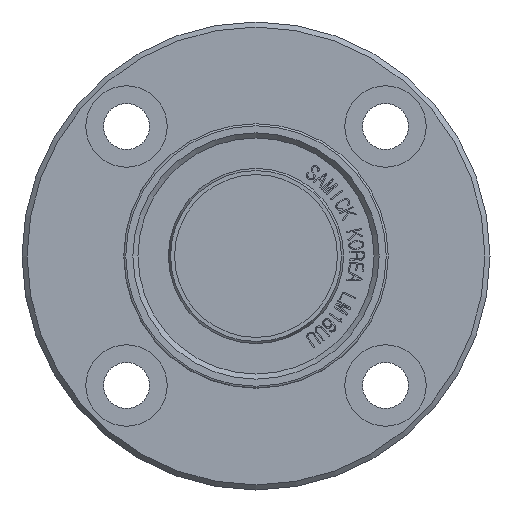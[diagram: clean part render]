
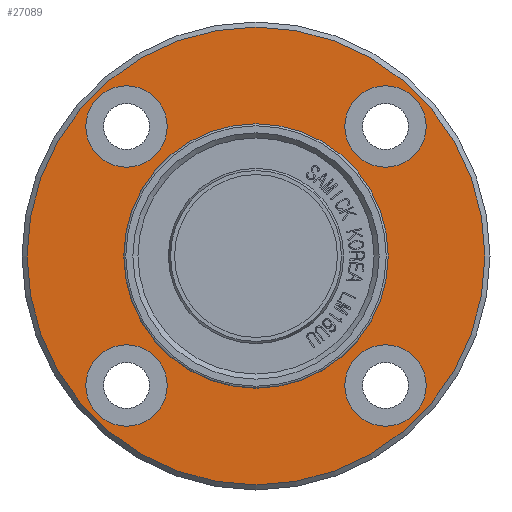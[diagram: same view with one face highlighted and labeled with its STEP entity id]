
A CAD part, front view. The second image highlights one B-rep face of the part: STEP entity #27089.
In plain terms, the highlighted planar face has unit normal (0, -1, 0).
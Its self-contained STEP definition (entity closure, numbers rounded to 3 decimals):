
#26699=CARTESIAN_POINT('',(-8.728,-18.0,-12.728));
#26700=VERTEX_POINT('',#26699);
#26701=CARTESIAN_POINT('',(-12.728,-18.0,-12.728));
#26702=DIRECTION('',(0.0,1.0,0.0));
#26703=DIRECTION('',(1.0,0.0,0.0));
#26704=AXIS2_PLACEMENT_3D('',#26701,#26702,#26703);
#26705=CIRCLE('',#26704,4.0);
#26706=EDGE_CURVE('',#26700,#26700,#26705,.T.);
#26767=CARTESIAN_POINT('',(16.728,-18.0,-12.728));
#26768=VERTEX_POINT('',#26767);
#26769=CARTESIAN_POINT('',(12.728,-18.0,-12.728));
#26770=DIRECTION('',(0.0,1.0,0.0));
#26771=DIRECTION('',(1.0,0.0,0.0));
#26772=AXIS2_PLACEMENT_3D('',#26769,#26770,#26771);
#26773=CIRCLE('',#26772,4.0);
#26774=EDGE_CURVE('',#26768,#26768,#26773,.T.);
#26835=CARTESIAN_POINT('',(16.728,-18.0,12.728));
#26836=VERTEX_POINT('',#26835);
#26837=CARTESIAN_POINT('',(12.728,-18.0,12.728));
#26838=DIRECTION('',(0.0,1.0,0.0));
#26839=DIRECTION('',(1.0,0.0,0.0));
#26840=AXIS2_PLACEMENT_3D('',#26837,#26838,#26839);
#26841=CIRCLE('',#26840,4.0);
#26842=EDGE_CURVE('',#26836,#26836,#26841,.T.);
#26903=CARTESIAN_POINT('',(-8.728,-18.0,12.728));
#26904=VERTEX_POINT('',#26903);
#26905=CARTESIAN_POINT('',(-12.728,-18.0,12.728));
#26906=DIRECTION('',(0.0,1.0,0.0));
#26907=DIRECTION('',(1.0,0.0,0.0));
#26908=AXIS2_PLACEMENT_3D('',#26905,#26906,#26907);
#26909=CIRCLE('',#26908,4.0);
#26910=EDGE_CURVE('',#26904,#26904,#26909,.T.);
#26943=CARTESIAN_POINT('',(13.,-18.0,0.0));
#26944=VERTEX_POINT('',#26943);
#26945=CARTESIAN_POINT('',(0.0,-18.0,0.0));
#26946=DIRECTION('',(0.0,-1.0,0.0));
#26947=DIRECTION('',(1.0,0.0,0.0));
#26948=AXIS2_PLACEMENT_3D('',#26945,#26946,#26947);
#26949=CIRCLE('',#26948,13.);
#26950=EDGE_CURVE('',#26944,#26944,#26949,.T.);
#27051=CARTESIAN_POINT('',(22.5,-18.0,0.0));
#27052=VERTEX_POINT('',#27051);
#27053=CARTESIAN_POINT('',(0.0,-18.0,0.0));
#27054=DIRECTION('',(0.0,-1.0,0.0));
#27055=DIRECTION('',(1.0,0.0,0.0));
#27056=AXIS2_PLACEMENT_3D('',#27053,#27054,#27055);
#27057=CIRCLE('',#27056,22.5);
#27058=EDGE_CURVE('',#27052,#27052,#27057,.T.);
#27066=CARTESIAN_POINT('',(17.75,-18.0,0.0));
#27067=DIRECTION('',(0.0,-1.0,0.0));
#27068=DIRECTION('',(0.0,0.0,-1.0));
#27069=AXIS2_PLACEMENT_3D('',#27066,#27067,#27068);
#27070=PLANE('',#27069);
#27071=ORIENTED_EDGE('',*,*,#27058,.T.);
#27072=EDGE_LOOP('',(#27071));
#27073=FACE_OUTER_BOUND('',#27072,.T.);
#27074=ORIENTED_EDGE('',*,*,#26706,.T.);
#27075=EDGE_LOOP('',(#27074));
#27076=FACE_BOUND('',#27075,.T.);
#27077=ORIENTED_EDGE('',*,*,#26774,.T.);
#27078=EDGE_LOOP('',(#27077));
#27079=FACE_BOUND('',#27078,.T.);
#27080=ORIENTED_EDGE('',*,*,#26842,.T.);
#27081=EDGE_LOOP('',(#27080));
#27082=FACE_BOUND('',#27081,.T.);
#27083=ORIENTED_EDGE('',*,*,#26910,.T.);
#27084=EDGE_LOOP('',(#27083));
#27085=FACE_BOUND('',#27084,.T.);
#27086=ORIENTED_EDGE('',*,*,#26950,.F.);
#27087=EDGE_LOOP('',(#27086));
#27088=FACE_BOUND('',#27087,.T.);
#27089=ADVANCED_FACE('',(#27073,#27076,#27079,#27082,#27085,#27088),#27070,.T.);
